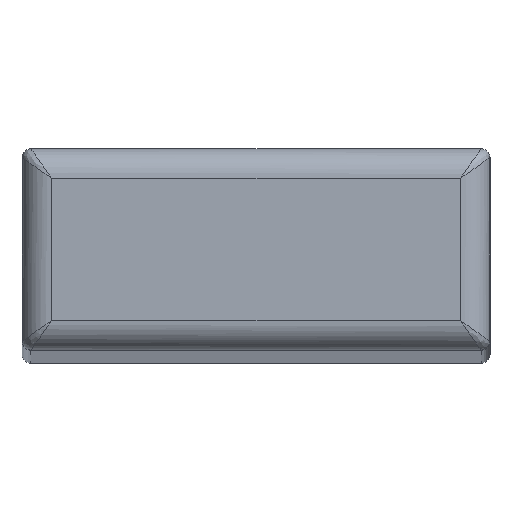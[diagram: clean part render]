
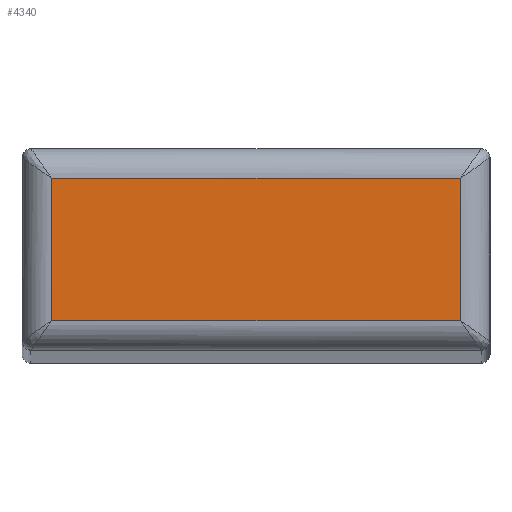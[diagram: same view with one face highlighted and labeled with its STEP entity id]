
A CAD part, top view. The second image highlights one B-rep face of the part: STEP entity #4340.
In plain terms, the highlighted planar face has unit normal (0, 0, 1).
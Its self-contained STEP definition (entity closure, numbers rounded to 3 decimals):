
#2995=DIRECTION('',(0.,1.,0.));
#2996=VECTOR('',#2995,4.8);
#2997=CARTESIAN_POINT('',(6.9,1.,2.));
#2998=LINE('',#2997,#2996);
#3002=DIRECTION('',(1.,0.,0.));
#3003=VECTOR('',#3002,13.8);
#3004=CARTESIAN_POINT('',(-6.9,1.,2.));
#3005=LINE('',#3004,#3003);
#3009=DIRECTION('',(0.,-1.,0.));
#3010=VECTOR('',#3009,4.8);
#3011=CARTESIAN_POINT('',(-6.9,5.8,2.));
#3012=LINE('',#3011,#3010);
#3016=DIRECTION('',(-1.,0.,0.));
#3017=VECTOR('',#3016,13.8);
#3018=CARTESIAN_POINT('',(6.9,5.8,2.));
#3019=LINE('',#3018,#3017);
#3043=CARTESIAN_POINT('',(6.9,1.,2.));
#3044=CARTESIAN_POINT('',(6.9,5.8,2.));
#3045=VERTEX_POINT('',#3043);
#3046=VERTEX_POINT('',#3044);
#3051=CARTESIAN_POINT('',(-6.9,1.,2.));
#3052=VERTEX_POINT('',#3051);
#3057=CARTESIAN_POINT('',(-6.9,5.8,2.));
#3058=VERTEX_POINT('',#3057);
#4329=CARTESIAN_POINT('',(0.,0.,2.));
#4330=DIRECTION('',(0.,0.,1.));
#4331=DIRECTION('',(1.,0.,0.));
#4332=AXIS2_PLACEMENT_3D('',#4329,#4330,#4331);
#4333=PLANE('',#4332);
#4334=ORIENTED_EDGE('',*,*,#3804,.F.);
#4335=ORIENTED_EDGE('',*,*,#3978,.F.);
#4336=ORIENTED_EDGE('',*,*,#4152,.F.);
#4337=ORIENTED_EDGE('',*,*,#4321,.F.);
#4338=EDGE_LOOP('',(#4334,#4335,#4336,#4337));
#4339=FACE_OUTER_BOUND('',#4338,.F.);
#3804=EDGE_CURVE('',#3045,#3046,#2998,.T.);
#3978=EDGE_CURVE('',#3052,#3045,#3005,.T.);
#4152=EDGE_CURVE('',#3058,#3052,#3012,.T.);
#4321=EDGE_CURVE('',#3046,#3058,#3019,.T.);
#4340=ADVANCED_FACE('',(#4339),#4333,.T.);
